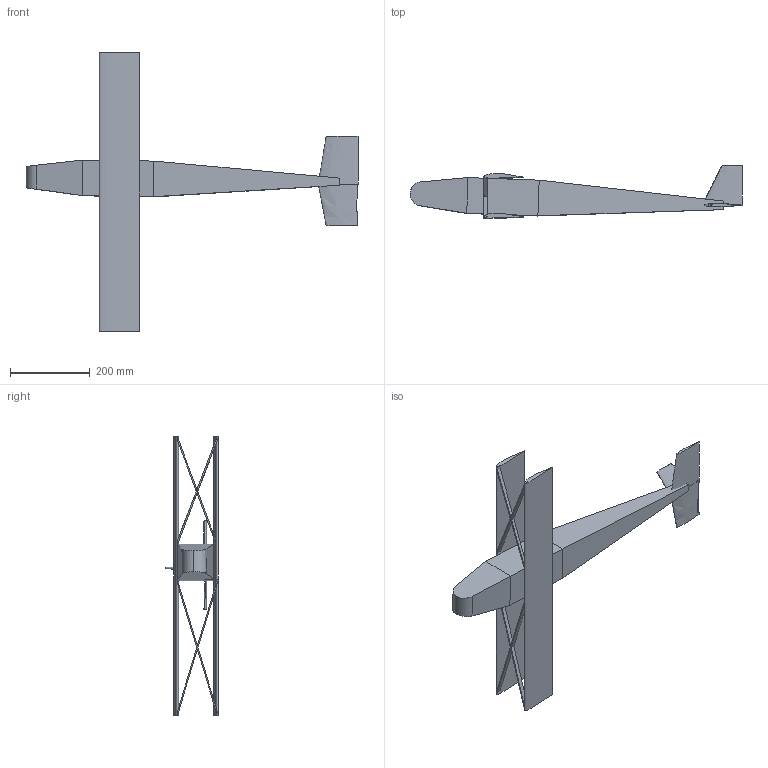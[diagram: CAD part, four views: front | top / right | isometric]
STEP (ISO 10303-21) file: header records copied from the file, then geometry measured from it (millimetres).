
FILE_DESCRIPTION(/* description */ (''),/* implementation_level */ '2;1');
FILE_NAME(/* name */ 'Bi-Plane v2.step',/* time_stamp */ '2021-06-25T22:47:01+05:00',/* author */ (''),/* organization */ (''),/* preprocessor_version */ 'ST-DEVELOPER v18.1',/* originating_system */ 'Autodesk Translation Framework v10.6.0.1341',/* authorisation */ '');
FILE_SCHEMA (('AUTOMOTIVE_DESIGN { 1 0 10303 214 3 1 1 }'));
Length unit declared in the file: centimetre
Products named in the file (5): Bi-Plane; Fuselage; Conventional Aircraft Configuration; Conventional Tail; Rectangular Wing
Assembly tree (5 placements, depth 4):
  Bi-Plane
    Fuselage
      Conventional Aircraft Configuration
        Rectangular Wing
        Conventional Tail
    Rectangular Wing
Bounding box: 834.55 x 133.03 x 700 mm (x, y, z)
Volume: 4936549.7 mm3; surface area: 583999.1 mm2
Topology: 6 solids, 6 shells, 63 faces, 137 edges, 86 vertices
Faces by surface type: plane 54, bspline 7, cylinder 2
Entity records: 8929 total; most frequent: CARTESIAN_POINT 7559, ORIENTED_EDGE 262, DIRECTION 244, EDGE_CURVE 131, LINE 110, VECTOR 110, VERTEX_POINT 82, AXIS2_PLACEMENT_3D 67
